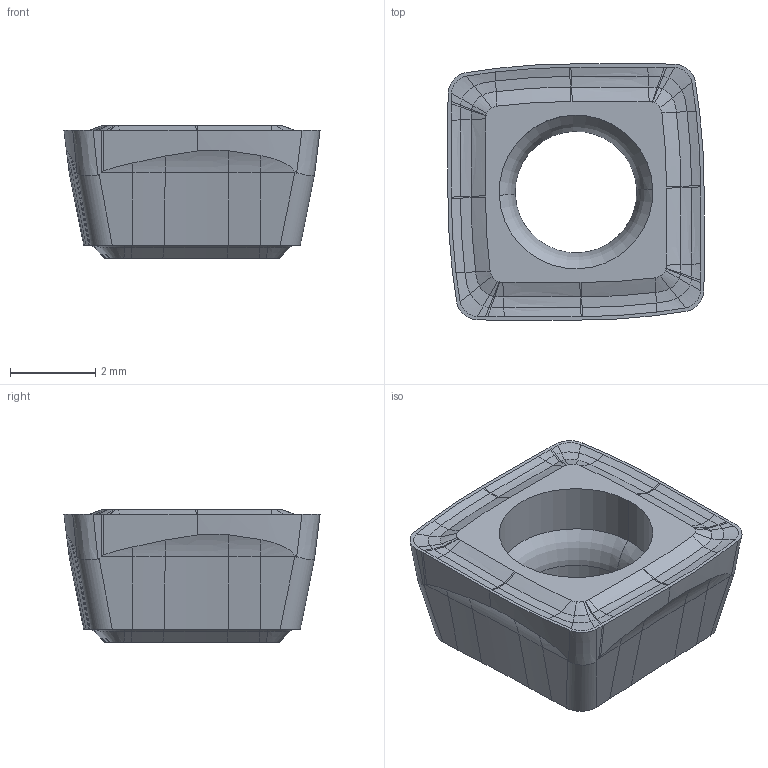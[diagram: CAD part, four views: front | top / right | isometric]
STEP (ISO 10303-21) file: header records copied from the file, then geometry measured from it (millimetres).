
FILE_DESCRIPTION((''),'2;1');
FILE_NAME('SOGX063005-UN','2023-06-21T14:31:35',('tlyae014'),('PTC Japan'),'CREO PARAMETRIC BY PTC INC, 2021424','CREO PARAMETRIC BY PTC INC, 2021424','');
FILE_SCHEMA(('AUTOMOTIVE_DESIGN { 1 0 10303 214 1 1 1 1 }'));
Length unit declared in the file: millimetre
Products named in the file (1): SOGX063005-UN
Bounding box: 6 x 6 x 3.1 mm (x, y, z)
Volume: 61.3 mm3; surface area: 134 mm2
Topology: 1 solids, 1 shells, 222 faces, 562 edges, 344 vertices
Faces by surface type: bspline 80, plane 44, cone 32, cylinder 32, torus 30, extrusion 4
Entity records: 10367 total; most frequent: CARTESIAN_POINT 3952, ORIENTED_EDGE 1084, DIRECTION 730, PRESENTATION_STYLE_ASSIGNMENT 565, STYLED_ITEM 565, CURVE_STYLE 564, EDGE_CURVE 542, VERTEX_POINT 324
